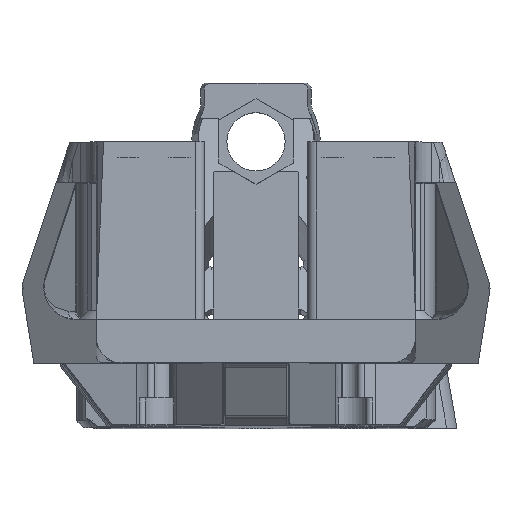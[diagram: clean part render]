
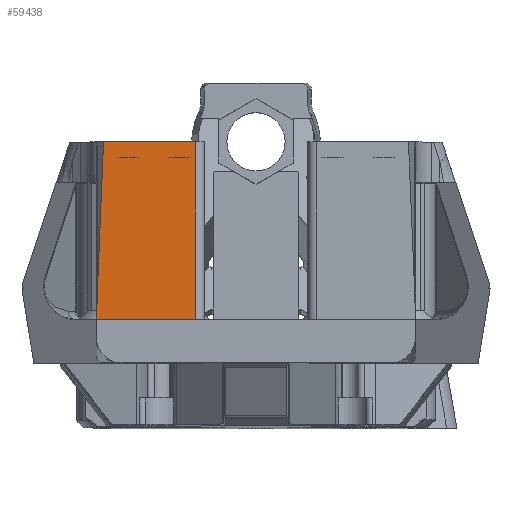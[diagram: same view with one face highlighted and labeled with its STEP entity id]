
A CAD part, top view. The second image highlights one B-rep face of the part: STEP entity #59438.
In plain terms, the highlighted planar face has unit normal (0, 0, 1).
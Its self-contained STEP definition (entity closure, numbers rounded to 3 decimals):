
#21023=DIRECTION('',(0.,1.,0.));
#21024=VECTOR('',#21023,20.);
#21025=CARTESIAN_POINT('',(-6.84,12.,94.861));
#21026=LINE('',#21025,#21024);
#21027=DIRECTION('',(-1.,0.,0.));
#21028=VECTOR('',#21027,11.148);
#21029=CARTESIAN_POINT('',(-6.84,12.,94.861));
#21030=LINE('',#21029,#21028);
#21031=CARTESIAN_POINT('',(-17.901,14.831,
94.861));
#21032=CARTESIAN_POINT('',(-17.94,13.887,
94.861));
#21033=CARTESIAN_POINT('',(-17.969,12.944,
94.861));
#21034=CARTESIAN_POINT('',(-17.988,12.,94.861));
#21036=DIRECTION('',(0.041,0.999,0.));
#21037=VECTOR('',#21036,17.184);
#21038=CARTESIAN_POINT('',(-17.901,14.831,
94.861));
#21039=LINE('',#21038,#21037);
#21040=DIRECTION('',(1.,0.,0.));
#21041=VECTOR('',#21040,10.354);
#21042=CARTESIAN_POINT('',(-17.194,32.,94.861));
#21043=LINE('',#21042,#21041);
#32668=VERTEX_POINT('',#21031);
#32669=VERTEX_POINT('',#21034);
#32690=CARTESIAN_POINT('',(-17.194,32.,94.861));
#32691=VERTEX_POINT('',#32690);
#32956=CARTESIAN_POINT('',(-6.84,32.,94.861));
#32958=VERTEX_POINT('',#32956);
#32962=CARTESIAN_POINT('',(-6.84,12.,94.861));
#32963=VERTEX_POINT('',#32962);
#59425=CARTESIAN_POINT('',(18.011,12.,94.861));
#59426=DIRECTION('',(0.,0.,-1.));
#59427=DIRECTION('',(-1.,0.,0.));
#59428=AXIS2_PLACEMENT_3D('',#59425,#59426,#59427);
#59429=PLANE('',#59428);
#59430=ORIENTED_EDGE('',*,*,#46635,.F.);
#59431=ORIENTED_EDGE('',*,*,#33919,.T.);
#59433=ORIENTED_EDGE('',*,*,#59432,.F.);
#59434=ORIENTED_EDGE('',*,*,#59418,.T.);
#59435=ORIENTED_EDGE('',*,*,#46367,.T.);
#59436=EDGE_LOOP('',(#59430,#59431,#59433,#59434,#59435));
#59437=FACE_OUTER_BOUND('',#59436,.F.);
#59438=ADVANCED_FACE('',(#59437),#59429,.F.);
#21035=B_SPLINE_CURVE_WITH_KNOTS('',3,(#21031,#21032,#21033,#21034),
.UNSPECIFIED.,.F.,.F.,(4,4),(0.,1.),.UNSPECIFIED.);
#33919=EDGE_CURVE('',#32963,#32669,#21030,.T.);
#46367=EDGE_CURVE('',#32691,#32958,#21043,.T.);
#46635=EDGE_CURVE('',#32963,#32958,#21026,.T.);
#59418=EDGE_CURVE('',#32668,#32691,#21039,.T.);
#59432=EDGE_CURVE('',#32668,#32669,#21035,.T.);
